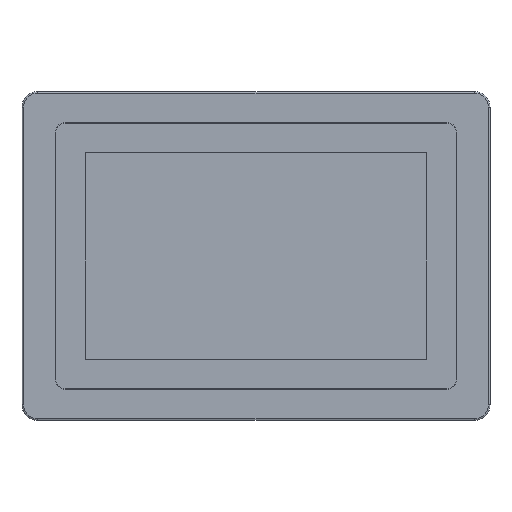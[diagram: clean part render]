
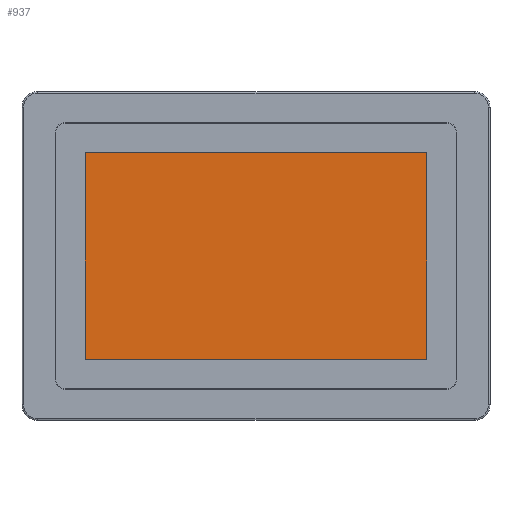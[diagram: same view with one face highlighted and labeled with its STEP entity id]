
A CAD part, top view. The second image highlights one B-rep face of the part: STEP entity #937.
In plain terms, the highlighted planar face has unit normal (0, 0, 1).
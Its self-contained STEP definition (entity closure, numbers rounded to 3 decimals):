
#419=DIRECTION('',(0.,-1.,0.));
#420=VECTOR('',#419,66.4);
#421=CARTESIAN_POINT('',(54.8,33.2,0.));
#422=LINE('',#421,#420);
#423=DIRECTION('',(-1.,0.,0.));
#424=VECTOR('',#423,109.6);
#425=CARTESIAN_POINT('',(54.8,-33.2,0.));
#426=LINE('',#425,#424);
#427=DIRECTION('',(0.,1.,0.));
#428=VECTOR('',#427,66.4);
#429=CARTESIAN_POINT('',(-54.8,-33.2,0.));
#430=LINE('',#429,#428);
#431=DIRECTION('',(1.,0.,0.));
#432=VECTOR('',#431,109.6);
#433=CARTESIAN_POINT('',(-54.8,33.2,0.));
#434=LINE('',#433,#432);
#591=CARTESIAN_POINT('',(54.8,33.2,0.));
#592=CARTESIAN_POINT('',(54.8,-33.2,0.));
#593=VERTEX_POINT('',#591);
#594=VERTEX_POINT('',#592);
#595=CARTESIAN_POINT('',(-54.8,-33.2,0.));
#596=VERTEX_POINT('',#595);
#597=CARTESIAN_POINT('',(-54.8,33.2,0.));
#598=VERTEX_POINT('',#597);
#923=CARTESIAN_POINT('',(0.,0.,0.));
#924=DIRECTION('',(0.,0.,1.));
#925=DIRECTION('',(1.,0.,0.));
#926=AXIS2_PLACEMENT_3D('',#923,#924,#925);
#927=PLANE('',#926);
#928=ORIENTED_EDGE('',*,*,#913,.T.);
#930=ORIENTED_EDGE('',*,*,#929,.T.);
#932=ORIENTED_EDGE('',*,*,#931,.T.);
#934=ORIENTED_EDGE('',*,*,#933,.T.);
#935=EDGE_LOOP('',(#928,#930,#932,#934));
#936=FACE_OUTER_BOUND('',#935,.F.);
#937=ADVANCED_FACE('',(#936),#927,.T.);
#913=EDGE_CURVE('',#593,#594,#422,.T.);
#929=EDGE_CURVE('',#594,#596,#426,.T.);
#931=EDGE_CURVE('',#596,#598,#430,.T.);
#933=EDGE_CURVE('',#598,#593,#434,.T.);
